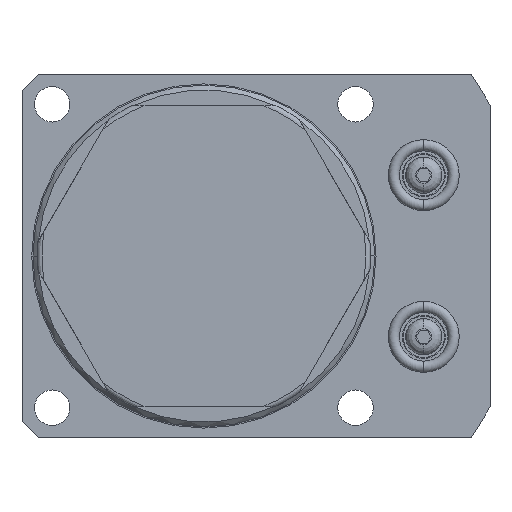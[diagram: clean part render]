
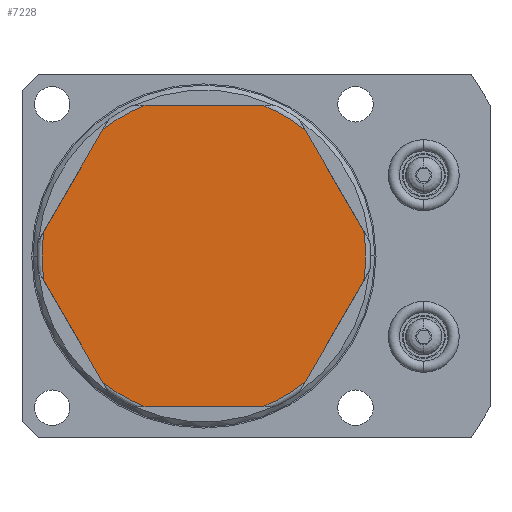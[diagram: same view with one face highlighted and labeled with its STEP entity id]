
A CAD part, front view. The second image highlights one B-rep face of the part: STEP entity #7228.
In plain terms, the highlighted planar face has unit normal (0, -1, 0).
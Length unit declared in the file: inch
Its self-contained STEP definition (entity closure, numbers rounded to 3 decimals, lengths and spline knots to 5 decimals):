
#3280=CARTESIAN_POINT('',(-0.36393,-2.318,-0.9325));
#3307=CARTESIAN_POINT('',(0.36393,-2.318,-0.9325));
#3345=CARTESIAN_POINT('',(-0.6256,-2.318,-0.78142));
#3357=CARTESIAN_POINT('',(-0.98953,-2.318,-0.15108));
#3388=CARTESIAN_POINT('',(-0.6256,-2.318,0.78142));
#3415=CARTESIAN_POINT('',(-0.98953,-2.318,0.15108));
#3442=CARTESIAN_POINT('',(0.36393,-2.318,0.9325));
#3469=CARTESIAN_POINT('',(-0.36393,-2.318,0.9325));
#3496=CARTESIAN_POINT('',(0.98953,-2.318,0.15108));
#3523=CARTESIAN_POINT('',(0.6256,-2.318,0.78142));
#3550=CARTESIAN_POINT('',(0.6256,-2.318,-0.78142));
#3577=CARTESIAN_POINT('',(0.98953,-2.318,-0.15108));
#3604=CARTESIAN_POINT('',(0.,-2.318,0.));
#3605=DIRECTION('',(0.,-1.,0.));
#3606=DIRECTION('',(-0.625,0.,-0.781));
#3607=AXIS2_PLACEMENT_3D('',#3604,#3605,#3606);
#3612=DIRECTION('',(0.5,0.,-0.866));
#3613=VECTOR('',#3612,0.72786);
#3614=CARTESIAN_POINT('',(-0.98953,-2.318,-0.15108));
#3615=LINE('',#3614,#3613);
#3619=CARTESIAN_POINT('',(0.,-2.318,0.));
#3620=DIRECTION('',(0.,-1.,0.));
#3621=DIRECTION('',(-0.989,0.,0.151));
#3622=AXIS2_PLACEMENT_3D('',#3619,#3620,#3621);
#3627=DIRECTION('',(-0.5,0.,-0.866));
#3628=VECTOR('',#3627,0.72786);
#3629=CARTESIAN_POINT('',(-0.6256,-2.318,0.78142));
#3630=LINE('',#3629,#3628);
#3634=CARTESIAN_POINT('',(0.,-2.318,0.));
#3635=DIRECTION('',(0.,-1.,0.));
#3636=DIRECTION('',(-0.364,0.,0.932));
#3637=AXIS2_PLACEMENT_3D('',#3634,#3635,#3636);
#3642=DIRECTION('',(-1.,0.,0.));
#3643=VECTOR('',#3642,0.72786);
#3644=CARTESIAN_POINT('',(0.36393,-2.318,0.9325));
#3645=LINE('',#3644,#3643);
#3649=CARTESIAN_POINT('',(0.,-2.318,0.));
#3650=DIRECTION('',(0.,-1.,0.));
#3651=DIRECTION('',(0.625,0.,0.781));
#3652=AXIS2_PLACEMENT_3D('',#3649,#3650,#3651);
#3657=DIRECTION('',(-0.5,0.,0.866));
#3658=VECTOR('',#3657,0.72786);
#3659=CARTESIAN_POINT('',(0.98953,-2.318,0.15108));
#3660=LINE('',#3659,#3658);
#3664=CARTESIAN_POINT('',(0.,-2.318,0.));
#3665=DIRECTION('',(0.,-1.,0.));
#3666=DIRECTION('',(0.989,0.,-0.151));
#3667=AXIS2_PLACEMENT_3D('',#3664,#3665,#3666);
#3672=DIRECTION('',(0.5,0.,0.866));
#3673=VECTOR('',#3672,0.72786);
#3674=CARTESIAN_POINT('',(0.6256,-2.318,-0.78142));
#3675=LINE('',#3674,#3673);
#3679=CARTESIAN_POINT('',(0.,-2.318,0.));
#3680=DIRECTION('',(0.,-1.,0.));
#3681=DIRECTION('',(0.364,0.,-0.932));
#3682=AXIS2_PLACEMENT_3D('',#3679,#3680,#3681);
#3687=DIRECTION('',(1.,0.,0.));
#3688=VECTOR('',#3687,0.72786);
#3689=CARTESIAN_POINT('',(-0.36393,-2.318,-0.9325));
#3690=LINE('',#3689,#3688);
#4209=VERTEX_POINT('',#3280);
#4213=VERTEX_POINT('',#3345);
#4214=VERTEX_POINT('',#3550);
#4218=VERTEX_POINT('',#3307);
#4219=VERTEX_POINT('',#3496);
#4223=VERTEX_POINT('',#3577);
#4224=VERTEX_POINT('',#3442);
#4228=VERTEX_POINT('',#3523);
#4229=VERTEX_POINT('',#3388);
#4233=VERTEX_POINT('',#3469);
#4234=VERTEX_POINT('',#3357);
#4238=VERTEX_POINT('',#3415);
#7209=CARTESIAN_POINT('',(0.,-2.318,0.));
#7210=DIRECTION('',(0.,-1.,0.));
#7211=DIRECTION('',(0.,0.,-1.));
#7212=AXIS2_PLACEMENT_3D('',#7209,#7210,#7211);
#7213=PLANE('',#7212);
#7214=ORIENTED_EDGE('',*,*,#6958,.F.);
#7215=ORIENTED_EDGE('',*,*,#6990,.F.);
#7216=ORIENTED_EDGE('',*,*,#7018,.F.);
#7217=ORIENTED_EDGE('',*,*,#7030,.F.);
#7218=ORIENTED_EDGE('',*,*,#7052,.F.);
#7219=ORIENTED_EDGE('',*,*,#7077,.F.);
#7220=ORIENTED_EDGE('',*,*,#7099,.F.);
#7221=ORIENTED_EDGE('',*,*,#7124,.F.);
#7222=ORIENTED_EDGE('',*,*,#7146,.F.);
#7223=ORIENTED_EDGE('',*,*,#7171,.F.);
#7224=ORIENTED_EDGE('',*,*,#7192,.F.);
#7225=ORIENTED_EDGE('',*,*,#6934,.F.);
#7226=EDGE_LOOP('',(#7214,#7215,#7216,#7217,#7218,#7219,#7220,#7221,#7222,#7223,
#7224,#7225));
#7227=FACE_OUTER_BOUND('',#7226,.F.);
#7228=ADVANCED_FACE('',(#7227),#7213,.T.);
#3608=CIRCLE('',#3607,1.001);
#3623=CIRCLE('',#3622,1.001);
#3638=CIRCLE('',#3637,1.001);
#3653=CIRCLE('',#3652,1.001);
#3668=CIRCLE('',#3667,1.001);
#3683=CIRCLE('',#3682,1.001);
#6934=EDGE_CURVE('',#4209,#4218,#3690,.T.);
#6958=EDGE_CURVE('',#4213,#4209,#3608,.T.);
#6990=EDGE_CURVE('',#4234,#4213,#3615,.T.);
#7018=EDGE_CURVE('',#4238,#4234,#3623,.T.);
#7030=EDGE_CURVE('',#4229,#4238,#3630,.T.);
#7052=EDGE_CURVE('',#4233,#4229,#3638,.T.);
#7077=EDGE_CURVE('',#4224,#4233,#3645,.T.);
#7099=EDGE_CURVE('',#4228,#4224,#3653,.T.);
#7124=EDGE_CURVE('',#4219,#4228,#3660,.T.);
#7146=EDGE_CURVE('',#4223,#4219,#3668,.T.);
#7171=EDGE_CURVE('',#4214,#4223,#3675,.T.);
#7192=EDGE_CURVE('',#4218,#4214,#3683,.T.);
